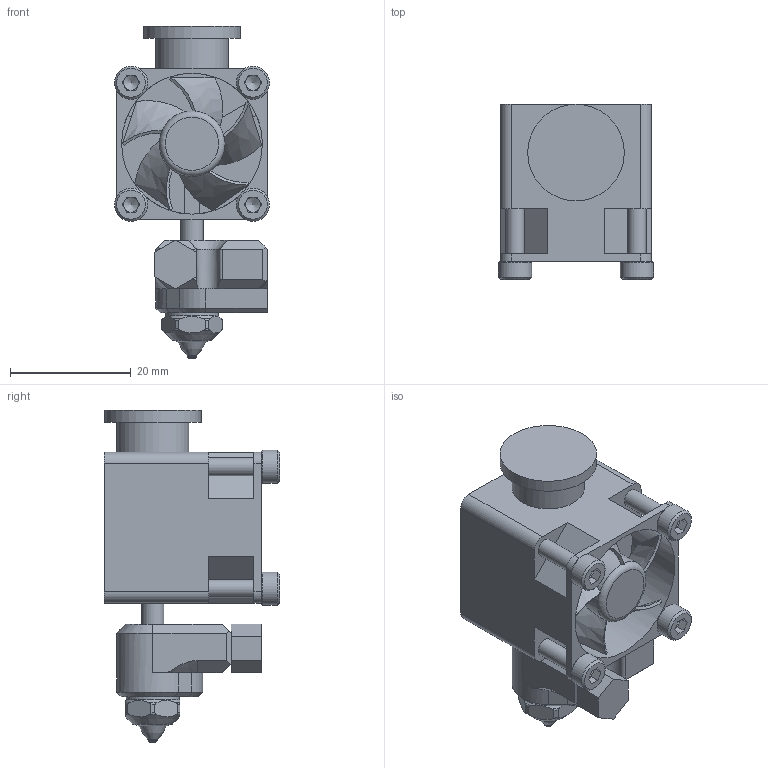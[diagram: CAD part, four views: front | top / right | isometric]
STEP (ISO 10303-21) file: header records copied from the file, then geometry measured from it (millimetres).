
FILE_DESCRIPTION(/* description */ (''),/* implementation_level */ '2;1');
FILE_NAME(/* name */ 'DyzEnd Pro v1.step',/* time_stamp */ '2020-09-29T22:35:24-07:00',/* author */ (''),/* organization */ (''),/* preprocessor_version */ 'ST-DEVELOPER v18.1',/* originating_system */ 'Autodesk Translation Framework v9.3.0.1241',/* authorisation */ '');
FILE_SCHEMA (('AUTOMOTIVE_DESIGN { 1 0 10303 214 3 1 1 }'));
Length unit declared in the file: metre
Products named in the file (1): DyzEnd Pro
Bounding box: 25.7 x 29 x 55 mm (x, y, z)
Volume: 17639.8 mm3; surface area: 8266 mm2
Topology: 1 solids, 1 shells, 236 faces, 623 edges, 395 vertices
Faces by surface type: plane 139, cylinder 34, bspline 26, cone 22, torus 15
Full cylindrical faces by diameter (mm): 3 x4, 3.7 x1, 5.5 x4, 8.8 x1, 10.833 x1, 12 x1, 16 x1, 23.333 x1
Entity records: 8408 total; most frequent: CARTESIAN_POINT 2421, ORIENTED_EDGE 1238, DIRECTION 1137, EDGE_CURVE 619, AXIS2_PLACEMENT_3D 400, VERTEX_POINT 395, LINE 337, VECTOR 337
